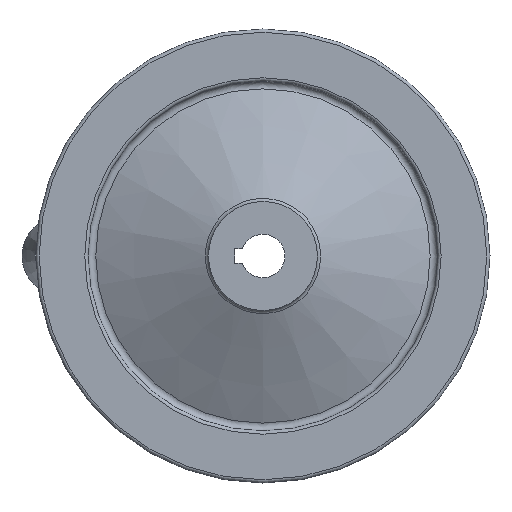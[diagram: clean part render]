
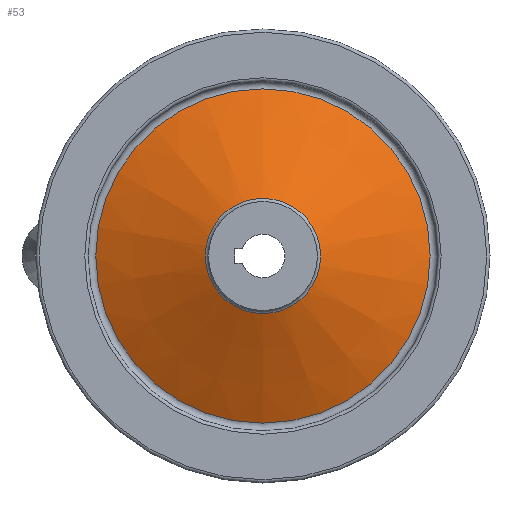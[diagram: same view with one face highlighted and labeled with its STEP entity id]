
A CAD part, left-side view. The second image highlights one B-rep face of the part: STEP entity #53.
In plain terms, the highlighted conical face has half-angle 64.667 degrees and reference radius 15.858 mm.
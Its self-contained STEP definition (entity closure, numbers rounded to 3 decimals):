
#53 = ADVANCED_FACE( '', ( #126, #127 ), #128, .T. );
#126 = FACE_OUTER_BOUND( '', #238, .T. );
#127 = FACE_BOUND( '', #239, .T. );
#128 = CONICAL_SURFACE( '', #240, 15.858, 1.129 );
#238 = EDGE_LOOP( '', ( #380 ) );
#239 = EDGE_LOOP( '', ( #381 ) );
#240 = AXIS2_PLACEMENT_3D( '', #382, #383, #384 );
#380 = ORIENTED_EDGE( '', *, *, #551, .F. );
#381 = ORIENTED_EDGE( '', *, *, #552, .T. );
#382 = CARTESIAN_POINT( '', ( 11.218, 0., 0. ) );
#383 = DIRECTION( '', ( 1., 0., 0. ) );
#384 = DIRECTION( '', ( 0., 0., -1. ) );
#551 = EDGE_CURVE( '', #615, #615, #616, .T. );
#552 = EDGE_CURVE( '', #617, #617, #618, .T. );
#615 = VERTEX_POINT( '', #706 );
#616 = CIRCLE( '', #707, 46.014 );
#617 = VERTEX_POINT( '', #708 );
#618 = CIRCLE( '', #709, 15.858 );
#706 = CARTESIAN_POINT( '', ( 25.494, 0., -46.014 ) );
#707 = AXIS2_PLACEMENT_3D( '', #807, #808, #809 );
#708 = CARTESIAN_POINT( '', ( 11.218, 0., -15.858 ) );
#709 = AXIS2_PLACEMENT_3D( '', #810, #811, #812 );
#807 = CARTESIAN_POINT( '', ( 25.494, 0., 0. ) );
#808 = DIRECTION( '', ( 1., 0., 0. ) );
#809 = DIRECTION( '', ( 0., 0., -1. ) );
#810 = CARTESIAN_POINT( '', ( 11.218, 0., 0. ) );
#811 = DIRECTION( '', ( 1., 0., 0. ) );
#812 = DIRECTION( '', ( 0., 0., -1. ) );
